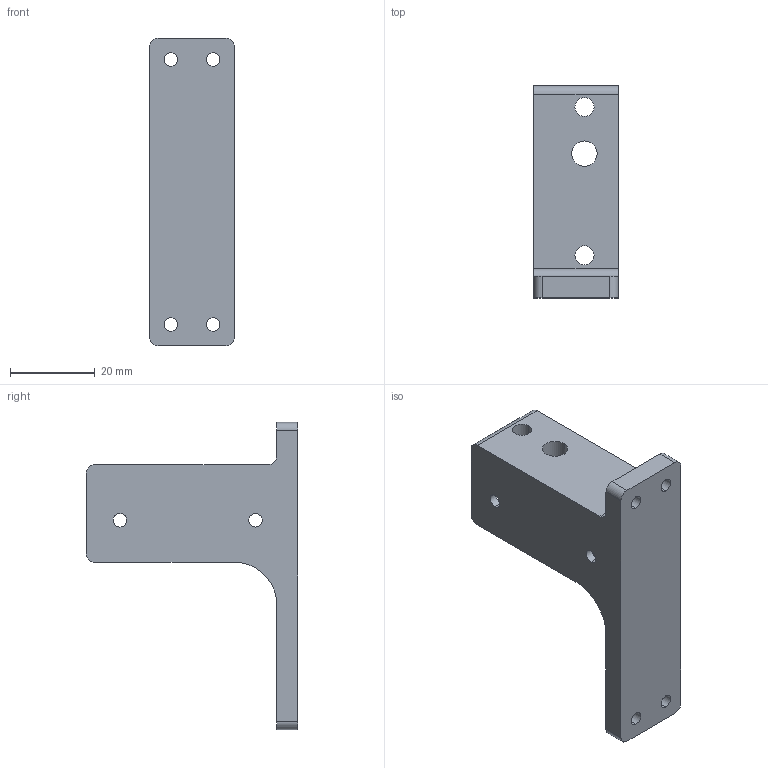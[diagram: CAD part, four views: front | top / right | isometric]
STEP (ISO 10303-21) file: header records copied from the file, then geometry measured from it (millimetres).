
FILE_DESCRIPTION (( 'STEP AP203' ), '1' );
FILE_NAME ('extuderholder.STEP', '2017-03-29T13:22:47', ( '' ), ( '' ), 'SwSTEP 2.0', 'SolidWorks 2016', '' );
FILE_SCHEMA (( 'CONFIG_CONTROL_DESIGN' ));
Length unit declared in the file: millimetre
Products named in the file (1): extuderholder
Bounding box: 20 x 50 x 72.5 mm (x, y, z)
Volume: 14989.6 mm3; surface area: 8146.7 mm2
Topology: 1 solids, 1 shells, 66 faces, 186 edges, 124 vertices
Faces by surface type: plane 40, cylinder 26
Entity records: 2255 total; most frequent: CARTESIAN_POINT 389, ORIENTED_EDGE 372, DIRECTION 368, EDGE_CURVE 186, VECTOR 130, LINE 130, VERTEX_POINT 124, AXIS2_PLACEMENT_3D 119
